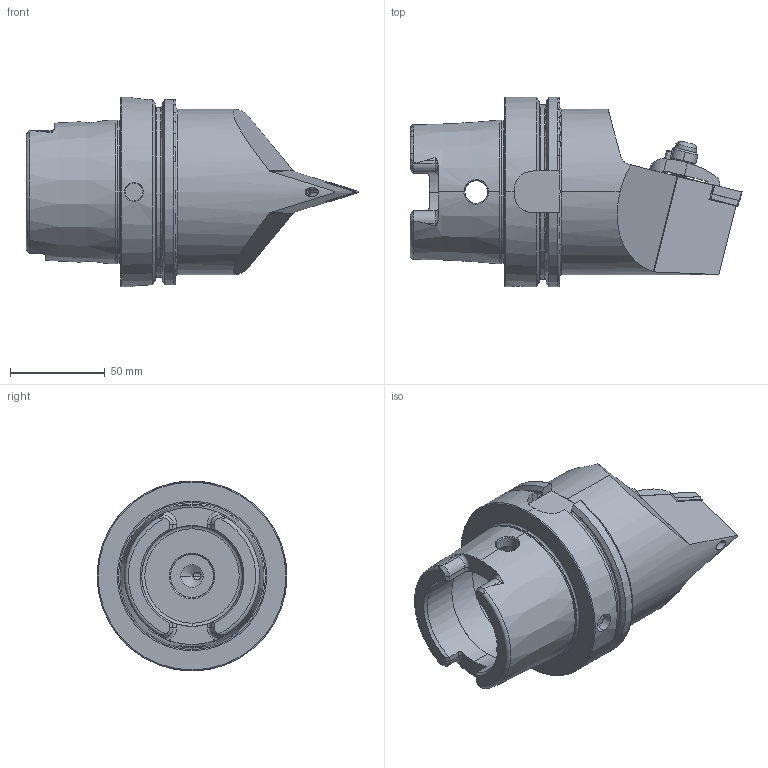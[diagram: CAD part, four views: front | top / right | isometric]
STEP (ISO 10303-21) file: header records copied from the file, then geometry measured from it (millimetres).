
FILE_DESCRIPTION (( 'STEP AP203' ), '1' );
FILE_NAME ('HA0.KVD.NVA.125.STEP', '2018-02-12T15:33:47', ( 'SWIAdmin' ), ( 'Hewlett-Packard Company' ), 'SwSTEP 2.0', 'SolidWorks 2017', '' );
FILE_SCHEMA (( 'CONFIG_CONTROL_DESIGN' ));
Length unit declared in the file: millimetre
Products named in the file (11): KVT_MB_600_050; WVD-ER2.101.003_A; WCC-ER5.102.012_B; WCC-ER5.102.005_A; WCC-ER4.103.032_A; HA0-KVD.NVA.125_A_Fertigbearbeitung; ISO 13337 - 3 x 12_PreviewCfg; VNMG160404; HA0.KVD.NVA.125; WCB-ER2.001.009_A; WCC-ER3.102.029_C
Assembly tree (10 placements, depth 2):
  HA0.KVD.NVA.125
    HA0-KVD.NVA.125_A_Fertigbearbeitung
    VNMG160404
    WCB-ER2.001.009_A
    WCC-ER3.102.029_C
    KVT_MB_600_050
    WVD-ER2.101.003_A
    WCC-ER5.102.012_B
    WCC-ER5.102.005_A
    WCC-ER4.103.032_A
    ISO 13337 - 3 x 12_PreviewCfg
Bounding box: 174.9 x 100 x 100 mm (x, y, z)
Volume: 525099.2 mm3; surface area: 72200.5 mm2
Topology: 12 solids, 12 shells, 465 faces, 1157 edges, 706 vertices
Faces by surface type: cylinder 153, plane 124, cone 106, torus 62, bspline 16, sphere 4
Entity records: 17066 total; most frequent: CARTESIAN_POINT 5129, ORIENTED_EDGE 2280, DIRECTION 2267, EDGE_CURVE 1140, AXIS2_PLACEMENT_3D 915, VERTEX_POINT 703, EDGE_LOOP 493, ADVANCED_FACE 465
